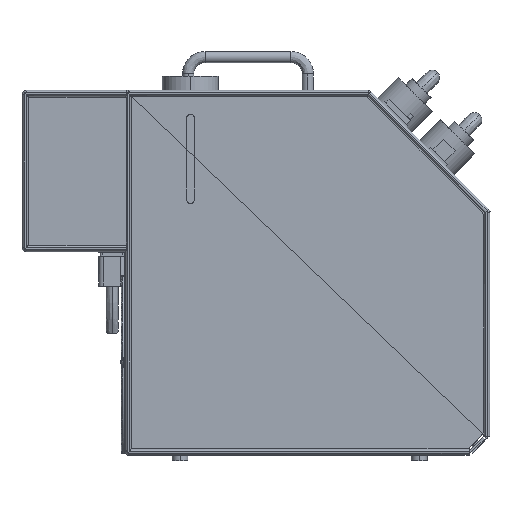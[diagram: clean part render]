
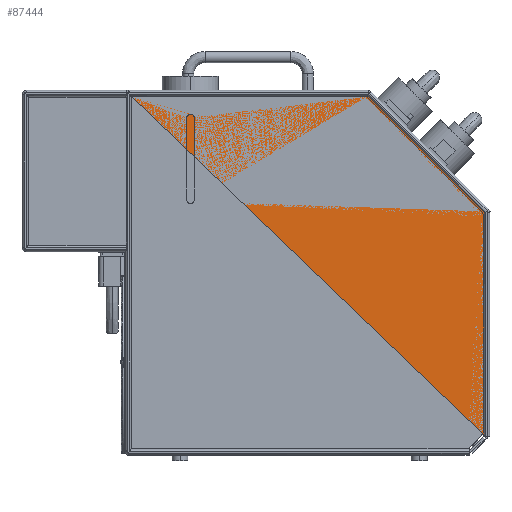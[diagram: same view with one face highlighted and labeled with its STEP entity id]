
A CAD part, left-side view. The second image highlights one B-rep face of the part: STEP entity #87444.
In plain terms, the highlighted planar face has unit normal (-1, 0, 0).
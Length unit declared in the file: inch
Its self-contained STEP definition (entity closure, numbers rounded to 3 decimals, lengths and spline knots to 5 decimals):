
#1655 = EDGE_CURVE ( 'NONE', #90875, #37241, #59890, .T. ) ;
#2262 = CIRCLE ( 'NONE', #50241, 0.03 ) ;
#3041 = CARTESIAN_POINT ( 'NONE',  ( 373.05978, 232.05651, -209.99315 ) ) ;
#6632 = ORIENTED_EDGE ( 'NONE', *, *, #71731, .F. ) ;
#8193 = CARTESIAN_POINT ( 'NONE',  ( 373.05978, 243.976, -210.05565 ) ) ;
#8852 = CARTESIAN_POINT ( 'NONE',  ( 373.05978, 235.99504, -210.05565 ) ) ;
#9688 = VECTOR ( 'NONE', #88447, 39.37008 ) ;
#10021 = CARTESIAN_POINT ( 'NONE',  ( 373.05978, 232.08401, -214.00558 ) ) ;
#10579 = VERTEX_POINT ( 'NONE', #48612 ) ;
#11226 = ORIENTED_EDGE ( 'NONE', *, *, #45226, .T. ) ;
#12058 = VECTOR ( 'NONE', #59549, 39.37008 ) ;
#12310 = CARTESIAN_POINT ( 'NONE',  ( 373.05978, 236.00644, -210.05315 ) ) ;
#12806 = ORIENTED_EDGE ( 'NONE', *, *, #49548, .F. ) ;
#14398 = FACE_OUTER_BOUND ( 'NONE', #60942, .T. ) ;
#19022 = DIRECTION ( 'NONE',  ( 0., 0., -1. ) ) ;
#19408 = CARTESIAN_POINT ( 'NONE',  ( 373.05978, 232.05401, -214.00558 ) ) ;
#20462 = LINE ( 'NONE', #95530, #12058 ) ;
#21359 = VECTOR ( 'NONE', #52871, 39.37008 ) ;
#29740 = DIRECTION ( 'NONE',  ( 0., 0.707, 0.707 ) ) ;
#33647 = LINE ( 'NONE', #34337, #9688 ) ;
#34337 = CARTESIAN_POINT ( 'NONE',  ( 373.05978, 244.25401, -210.05565 ) ) ;
#34360 = AXIS2_PLACEMENT_3D ( 'NONE', #103297, #49224, #112291 ) ;
#36893 = DIRECTION ( 'NONE',  ( 0., 1., 0. ) ) ;
#37241 = VERTEX_POINT ( 'NONE', #74238 ) ;
#38019 = ORIENTED_EDGE ( 'NONE', *, *, #70683, .T. ) ;
#38966 = DIRECTION ( 'NONE',  ( 0., 0., 1. ) ) ;
#40483 = VECTOR ( 'NONE', #36893, 39.37008 ) ;
#43004 = CIRCLE ( 'NONE', #97271, 0.03 ) ;
#45226 = EDGE_CURVE ( 'NONE', #90875, #65885, #72272, .T. ) ;
#48070 = VERTEX_POINT ( 'NONE', #8852 ) ;
#48612 = CARTESIAN_POINT ( 'NONE',  ( 373.05978, 232.05651, -221.49464 ) ) ;
#49224 = DIRECTION ( 'NONE',  ( 1., 0., 0. ) ) ;
#49548 = EDGE_CURVE ( 'NONE', #56568, #49963, #43004, .T. ) ;
#49963 = VERTEX_POINT ( 'NONE', #19408 ) ;
#50241 = AXIS2_PLACEMENT_3D ( 'NONE', #52934, #115988, #62017 ) ;
#52871 = DIRECTION ( 'NONE',  ( 0., 1., 0. ) ) ;
#52934 = CARTESIAN_POINT ( 'NONE',  ( 373.05978, 243.96401, -210.08315 ) ) ;
#54708 = EDGE_CURVE ( 'NONE', #56568, #37241, #113935, .T. ) ;
#55220 = CARTESIAN_POINT ( 'NONE',  ( 373.05978, 232.05401, -209.99315 ) ) ;
#56568 = VERTEX_POINT ( 'NONE', #93726 ) ;
#58212 = ORIENTED_EDGE ( 'NONE', *, *, #1655, .F. ) ;
#58855 = LINE ( 'NONE', #3041, #80098 ) ;
#59025 = EDGE_CURVE ( 'NONE', #90066, #48070, #33647, .T. ) ;
#59549 = DIRECTION ( 'NONE',  ( 0., 0.707, 0.707 ) ) ;
#59890 = CIRCLE ( 'NONE', #34360, 0.03 ) ;
#60360 = DIRECTION ( 'NONE',  ( 0., 1., 0. ) ) ;
#60942 = EDGE_LOOP ( 'NONE', ( #76353, #72914, #6632, #38019, #12806, #82483, #58212, #11226, #63741, #89961 ) ) ;
#61128 = EDGE_CURVE ( 'NONE', #98239, #48070, #20462, .T. ) ;
#61826 = LINE ( 'NONE', #55220, #80216 ) ;
#62017 = DIRECTION ( 'NONE',  ( 0., 0., -1. ) ) ;
#63741 = ORIENTED_EDGE ( 'NONE', *, *, #85411, .F. ) ;
#64316 = VERTEX_POINT ( 'NONE', #112399 ) ;
#64432 = LINE ( 'NONE', #72847, #40483 ) ;
#65885 = VERTEX_POINT ( 'NONE', #66938 ) ;
#66938 = CARTESIAN_POINT ( 'NONE',  ( 373.05978, 243.96401, -210.05315 ) ) ;
#67565 = CARTESIAN_POINT ( 'NONE',  ( 373.05978, 232.05651, -213.99418 ) ) ;
#70683 = EDGE_CURVE ( 'NONE', #64316, #49963, #61826, .T. ) ;
#71224 = EDGE_CURVE ( 'NONE', #10579, #98239, #58855, .T. ) ;
#71731 = EDGE_CURVE ( 'NONE', #64316, #10579, #64432, .T. ) ;
#72272 = LINE ( 'NONE', #106915, #21359 ) ;
#72847 = CARTESIAN_POINT ( 'NONE',  ( 373.05978, 231.62985, -221.49464 ) ) ;
#72914 = ORIENTED_EDGE ( 'NONE', *, *, #71224, .F. ) ;
#73151 = DIRECTION ( 'NONE',  ( 1., 0., 0. ) ) ;
#74238 = CARTESIAN_POINT ( 'NONE',  ( 373.05978, 235.98522, -210.06194 ) ) ;
#74776 = CARTESIAN_POINT ( 'NONE',  ( 373.05978, 235.99401, -210.05315 ) ) ;
#76353 = ORIENTED_EDGE ( 'NONE', *, *, #61128, .F. ) ;
#80098 = VECTOR ( 'NONE', #38966, 39.37008 ) ;
#80216 = VECTOR ( 'NONE', #100269, 39.37008 ) ;
#82483 = ORIENTED_EDGE ( 'NONE', *, *, #54708, .T. ) ;
#84401 = VECTOR ( 'NONE', #29740, 39.37008 ) ;
#85411 = EDGE_CURVE ( 'NONE', #90066, #65885, #2262, .T. ) ;
#87444 = ADVANCED_FACE ( 'NONE', ( #14398 ), #105341, .F. ) ;
#88447 = DIRECTION ( 'NONE',  ( 0., -1., 0. ) ) ;
#89961 = ORIENTED_EDGE ( 'NONE', *, *, #59025, .T. ) ;
#90066 = VERTEX_POINT ( 'NONE', #8193 ) ;
#90875 = VERTEX_POINT ( 'NONE', #12310 ) ;
#93726 = CARTESIAN_POINT ( 'NONE',  ( 373.05978, 232.0628, -213.98436 ) ) ;
#95530 = CARTESIAN_POINT ( 'NONE',  ( 373.05978, 232.05651, -213.99418 ) ) ;
#96313 = CARTESIAN_POINT ( 'NONE',  ( 373.05978, 244.25401, -209.99315 ) ) ;
#97271 = AXIS2_PLACEMENT_3D ( 'NONE', #10021, #73151, #19022 ) ;
#98239 = VERTEX_POINT ( 'NONE', #67565 ) ;
#100269 = DIRECTION ( 'NONE',  ( 0., 0., 1. ) ) ;
#103297 = CARTESIAN_POINT ( 'NONE',  ( 373.05978, 236.00644, -210.08315 ) ) ;
#105341 = PLANE ( 'NONE',  #107090 ) ;
#106915 = CARTESIAN_POINT ( 'NONE',  ( 373.05978, 243.99401, -210.05315 ) ) ;
#107090 = AXIS2_PLACEMENT_3D ( 'NONE', #96313, #114347, #60360 ) ;
#112291 = DIRECTION ( 'NONE',  ( 0., 0., -1. ) ) ;
#112399 = CARTESIAN_POINT ( 'NONE',  ( 373.05978, 232.05401, -221.49464 ) ) ;
#113935 = LINE ( 'NONE', #74776, #84401 ) ;
#114347 = DIRECTION ( 'NONE',  ( 1., 0., 0. ) ) ;
#115988 = DIRECTION ( 'NONE',  ( 1., 0., 0. ) ) ;
